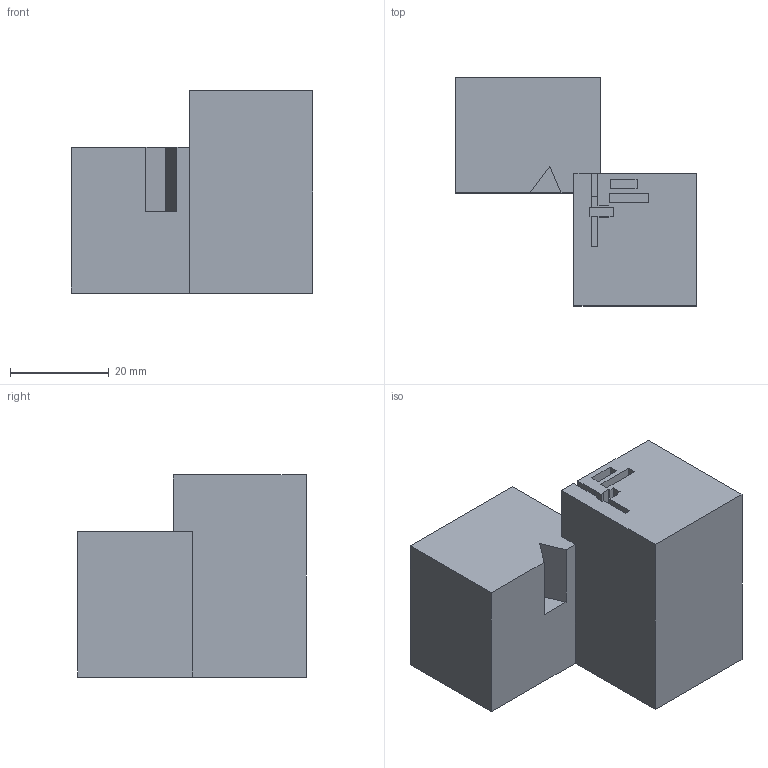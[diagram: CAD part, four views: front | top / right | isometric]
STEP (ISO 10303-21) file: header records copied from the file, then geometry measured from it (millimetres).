
FILE_DESCRIPTION(('Open CASCADE Model'),'2;1');
FILE_NAME('Open CASCADE Shape Model','2025-09-21T11:19:02',('Author'),( 'Open CASCADE'),'Open CASCADE STEP processor 7.5','Open CASCADE 7.5' ,'Unknown');
FILE_SCHEMA(('AUTOMOTIVE_DESIGN { 1 0 10303 214 1 1 1 1 }'));
Length unit declared in the file: millimetre
Products named in the file (116): MainSolid; SOLID; lettering_1; FACE
Assembly tree (58 placements, depth 2):
  MainSolid
    SOLID
  lettering_1
    FACE
  lettering_1
    FACE
  lettering_1
    FACE
  lettering_1
    FACE
Bounding box: 48.75 x 46.13 x 40.83 mm (x, y, z)
Volume: 44518.3 mm3; surface area: 21567.7 mm2
Topology: 1 solids, 58 shells, 120 faces, 489 edges, 432 vertices
Faces by surface type: plane 120
Entity records: 10945 total; most frequent: CARTESIAN_POINT 1955, DIRECTION 1312, LINE 954, VECTOR 954, ORIENTED_EDGE 660, PCURVE 660, DEFINITIONAL_REPRESENTATION 660, EDGE_CURVE 489
